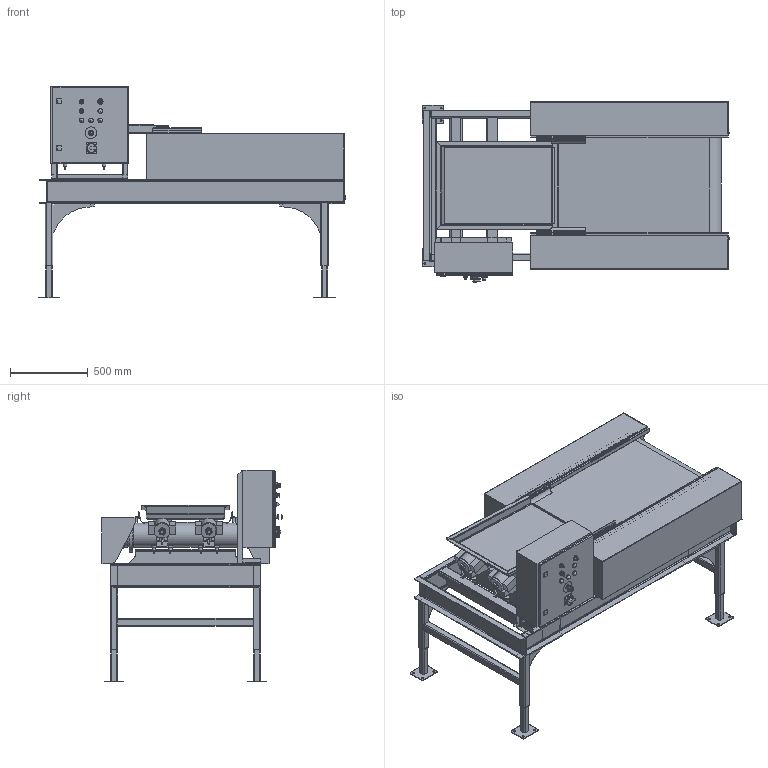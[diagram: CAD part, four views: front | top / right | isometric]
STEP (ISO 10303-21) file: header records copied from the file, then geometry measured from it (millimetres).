
FILE_DESCRIPTION(/* description */ ('RHPS-06-H153-RR-MS-SM-1PU16-N'),/* implementation_level */ '2;1');
FILE_NAME(/* name */ 'E0152603.stp',/* time_stamp */ '2022-05-12T10:51:41+02:00',/* author */ ('tt'),/* organization */ (''),/* preprocessor_version */ 'ST-DEVELOPER v18.1',/* originating_system */ 'Autodesk Inventor 2021',/* authorisation */ '');
FILE_SCHEMA (('AUTOMOTIVE_DESIGN { 1 0 10303 214 3 1 1 }'));
Products named in the file (3): E0141457; E0141463; E0147259
Assembly tree (2 placements, depth 2):
  E0141457
    E0141463
    E0147259
Bounding box: 1981.75 x 1164 x 1363 mm (x, y, z)
Volume: 241065249.6 mm3; surface area: 14424577.2 mm2
Topology: 17 solids, 17 shells, 1729 faces, 4532 edges, 2879 vertices
Faces by surface type: plane 1004, cylinder 564, bspline 63, cone 51, torus 35, sphere 12
Full cylindrical faces by diameter (mm): 0.2 x2, 6 x7, 6.5 x8, 8 x1, 9.5 x3, 10 x2, 11 x16, 15.5 x1, 18 x1, 20 x1, 21.413 x2, 22.967 x2, 23.056 x2, 23.5 x1, 23.695 x2, 24.3 x1, 25 x2, 27 x2, 27.7 x1, 28 x1, 28.2 x2, 28.3 x1, 36 x1, 39.5 x2, 40 x2, 41.5 x2, 61.6 x1, 64.8 x1, 65 x1, 74.8 x1
Entity records: 63697 total; most frequent: CARTESIAN_POINT 18480, ORIENTED_EDGE 9040, DIRECTION 8974, EDGE_CURVE 4520, AXIS2_PLACEMENT_3D 3025, LINE 2924, VECTOR 2924, VERTEX_POINT 2879
